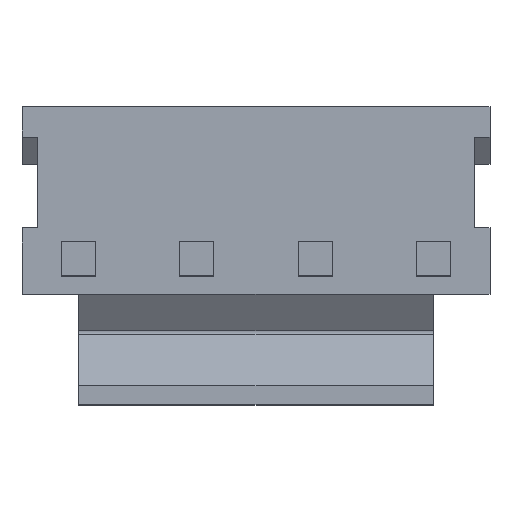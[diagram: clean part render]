
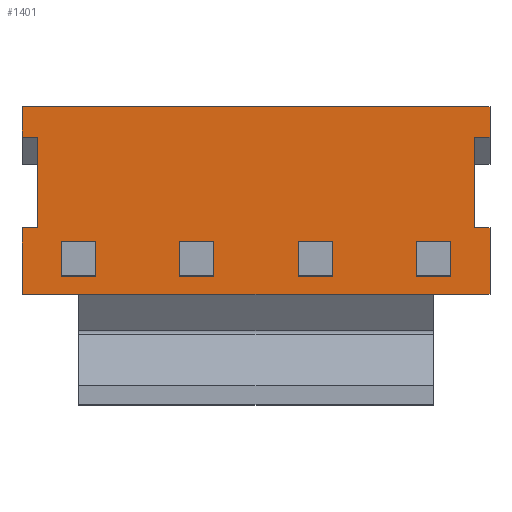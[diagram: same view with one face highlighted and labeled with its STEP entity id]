
A CAD part, top view. The second image highlights one B-rep face of the part: STEP entity #1401.
In plain terms, the highlighted planar face has unit normal (0, 0, 1).
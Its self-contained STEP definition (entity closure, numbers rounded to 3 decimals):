
#1282=CARTESIAN_POINT('',(8.633,-1.496,3.302));
#1283=DIRECTION('',(0.0,0.0,1.0));
#1284=DIRECTION('',(0.0,1.0,0.0));
#1285=AXIS2_PLACEMENT_3D('',#1282,#1283,#1284);
#1286=PLANE('',#1285);
#1287=CARTESIAN_POINT('',(7.849,4.089,3.302));
#1288=VERTEX_POINT('',#1287);
#1289=CARTESIAN_POINT('',(7.849,5.105,3.302));
#1290=VERTEX_POINT('',#1289);
#1291=CARTESIAN_POINT('',(7.849,4.089,3.302));
#1292=DIRECTION('',(0.0,1.0,0.0));
#1293=VECTOR('',#1292,1.016);
#1294=LINE('',#1291,#1293);
#1295=EDGE_CURVE('',#1288,#1290,#1294,.T.);
#1296=ORIENTED_EDGE('',*,*,#1295,.T.);
#1297=CARTESIAN_POINT('',(-7.849,5.105,3.302));
#1298=VERTEX_POINT('',#1297);
#1299=CARTESIAN_POINT('',(7.849,5.105,3.302));
#1300=DIRECTION('',(-1.0,0.0,0.0));
#1301=VECTOR('',#1300,15.697);
#1302=LINE('',#1299,#1301);
#1303=EDGE_CURVE('',#1290,#1298,#1302,.T.);
#1304=ORIENTED_EDGE('',*,*,#1303,.T.);
#1305=CARTESIAN_POINT('',(-7.849,4.089,3.302));
#1306=VERTEX_POINT('',#1305);
#1307=CARTESIAN_POINT('',(-7.849,4.089,3.302));
#1308=DIRECTION('',(0.0,1.0,0.0));
#1309=VECTOR('',#1308,1.016);
#1310=LINE('',#1307,#1309);
#1311=EDGE_CURVE('',#1306,#1298,#1310,.T.);
#1312=ORIENTED_EDGE('',*,*,#1311,.F.);
#1313=CARTESIAN_POINT('',(-7.341,4.089,3.302));
#1314=VERTEX_POINT('',#1313);
#1315=CARTESIAN_POINT('',(-7.849,4.089,3.302));
#1316=DIRECTION('',(1.0,0.0,0.0));
#1317=VECTOR('',#1316,0.508);
#1318=LINE('',#1315,#1317);
#1319=EDGE_CURVE('',#1306,#1314,#1318,.T.);
#1320=ORIENTED_EDGE('',*,*,#1319,.T.);
#1321=CARTESIAN_POINT('',(-7.341,1.041,3.302));
#1322=VERTEX_POINT('',#1321);
#1323=CARTESIAN_POINT('',(-7.341,1.041,3.302));
#1324=DIRECTION('',(0.0,1.0,0.0));
#1325=VECTOR('',#1324,3.048);
#1326=LINE('',#1323,#1325);
#1327=EDGE_CURVE('',#1322,#1314,#1326,.T.);
#1328=ORIENTED_EDGE('',*,*,#1327,.F.);
#1329=CARTESIAN_POINT('',(-7.849,1.041,3.302));
#1330=VERTEX_POINT('',#1329);
#1331=CARTESIAN_POINT('',(-7.849,1.041,3.302));
#1332=DIRECTION('',(1.0,0.0,0.0));
#1333=VECTOR('',#1332,0.508);
#1334=LINE('',#1331,#1333);
#1335=EDGE_CURVE('',#1330,#1322,#1334,.T.);
#1336=ORIENTED_EDGE('',*,*,#1335,.F.);
#1337=CARTESIAN_POINT('',(-7.849,-1.181,3.302));
#1338=VERTEX_POINT('',#1337);
#1339=CARTESIAN_POINT('',(-7.849,-1.181,3.302));
#1340=DIRECTION('',(0.0,1.0,0.0));
#1341=VECTOR('',#1340,2.222);
#1342=LINE('',#1339,#1341);
#1343=EDGE_CURVE('',#1338,#1330,#1342,.T.);
#1344=ORIENTED_EDGE('',*,*,#1343,.F.);
#1345=CARTESIAN_POINT('',(-5.944,-1.181,3.302));
#1346=VERTEX_POINT('',#1345);
#1347=CARTESIAN_POINT('',(-5.944,-1.181,3.302));
#1348=DIRECTION('',(-1.0,0.0,0.0));
#1349=VECTOR('',#1348,1.905);
#1350=LINE('',#1347,#1349);
#1351=EDGE_CURVE('',#1346,#1338,#1350,.T.);
#1352=ORIENTED_EDGE('',*,*,#1351,.F.);
#1353=CARTESIAN_POINT('',(5.944,-1.181,3.302));
#1354=VERTEX_POINT('',#1353);
#1355=CARTESIAN_POINT('',(5.944,-1.181,3.302));
#1356=DIRECTION('',(-1.0,0.0,0.0));
#1357=VECTOR('',#1356,11.887);
#1358=LINE('',#1355,#1357);
#1359=EDGE_CURVE('',#1354,#1346,#1358,.T.);
#1360=ORIENTED_EDGE('',*,*,#1359,.F.);
#1361=CARTESIAN_POINT('',(7.849,-1.181,3.302));
#1362=VERTEX_POINT('',#1361);
#1363=CARTESIAN_POINT('',(7.849,-1.181,3.302));
#1364=DIRECTION('',(-1.0,0.0,0.0));
#1365=VECTOR('',#1364,1.905);
#1366=LINE('',#1363,#1365);
#1367=EDGE_CURVE('',#1362,#1354,#1366,.T.);
#1368=ORIENTED_EDGE('',*,*,#1367,.F.);
#1369=CARTESIAN_POINT('',(7.849,1.041,3.302));
#1370=VERTEX_POINT('',#1369);
#1371=CARTESIAN_POINT('',(7.849,-1.181,3.302));
#1372=DIRECTION('',(0.0,1.0,0.0));
#1373=VECTOR('',#1372,2.222);
#1374=LINE('',#1371,#1373);
#1375=EDGE_CURVE('',#1362,#1370,#1374,.T.);
#1376=ORIENTED_EDGE('',*,*,#1375,.T.);
#1377=CARTESIAN_POINT('',(7.341,1.041,3.302));
#1378=VERTEX_POINT('',#1377);
#1379=CARTESIAN_POINT('',(7.849,1.041,3.302));
#1380=DIRECTION('',(-1.0,0.0,0.0));
#1381=VECTOR('',#1380,0.508);
#1382=LINE('',#1379,#1381);
#1383=EDGE_CURVE('',#1370,#1378,#1382,.T.);
#1384=ORIENTED_EDGE('',*,*,#1383,.T.);
#1385=CARTESIAN_POINT('',(7.341,4.089,3.302));
#1386=VERTEX_POINT('',#1385);
#1387=CARTESIAN_POINT('',(7.341,4.089,3.302));
#1388=DIRECTION('',(0.0,-1.0,0.0));
#1389=VECTOR('',#1388,3.048);
#1390=LINE('',#1387,#1389);
#1391=EDGE_CURVE('',#1386,#1378,#1390,.T.);
#1392=ORIENTED_EDGE('',*,*,#1391,.F.);
#1393=CARTESIAN_POINT('',(7.849,4.089,3.302));
#1394=DIRECTION('',(-1.0,0.0,0.0));
#1395=VECTOR('',#1394,0.508);
#1396=LINE('',#1393,#1395);
#1397=EDGE_CURVE('',#1288,#1386,#1396,.T.);
#1398=ORIENTED_EDGE('',*,*,#1397,.F.);
#1399=EDGE_LOOP('',(#1296,#1304,#1312,#1320,#1328,#1336,#1344,#1352,#1360,#1368,#1376,#1384,#1392,#1398));
#1400=FACE_OUTER_BOUND('',#1399,.T.);
#1401=ADVANCED_FACE('',(#1400),#1286,.T.);
